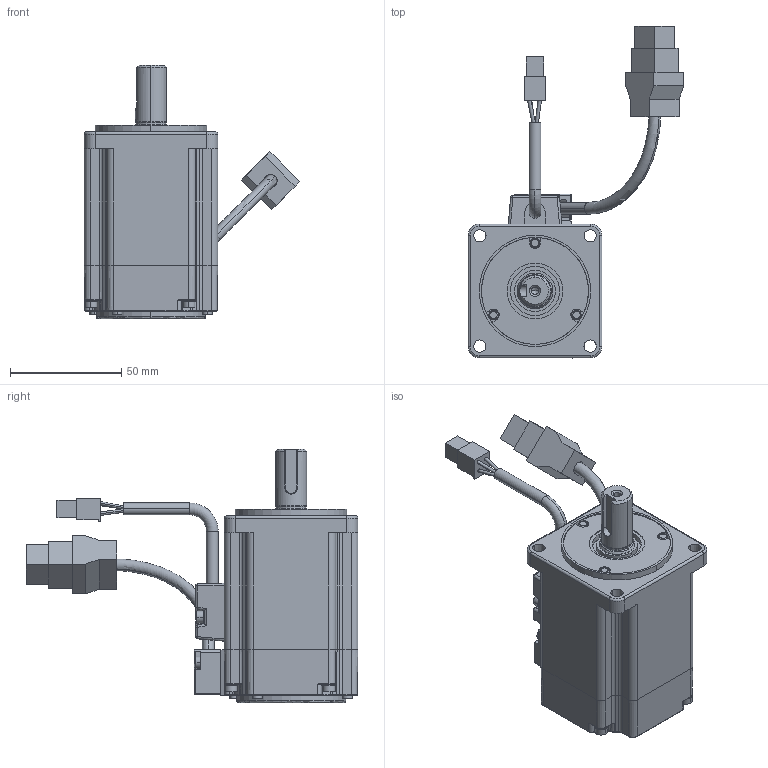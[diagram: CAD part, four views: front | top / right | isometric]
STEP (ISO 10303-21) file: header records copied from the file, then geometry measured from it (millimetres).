
FILE_DESCRIPTION (( 'STEP AP214' ), '1' );
FILE_NAME ('ECM-A3H-CX0602RSX P1 Coord fXT.STEP', '2020-06-08T19:05:55', ( '' ), ( '' ), 'SwSTEP 2.0', 'SolidWorks 2017', '' );
FILE_SCHEMA (( 'AUTOMOTIVE_DESIGN' ));
Length unit declared in the file: inch
Products named in the file (1): ECM-A3H-CX0602RSX P1 Coord fXT
Bounding box: 96.81 x 148.93 x 113.95 mm (x, y, z)
Volume: 300198.3 mm3; surface area: 38845.4 mm2
Topology: 1 solids, 5 shells, 612 faces, 1549 edges, 974 vertices
Faces by surface type: cylinder 226, plane 191, torus 96, cone 50, bspline 35, sphere 14
Entity records: 22491 total; most frequent: CARTESIAN_POINT 8305, ORIENTED_EDGE 3090, DIRECTION 2800, EDGE_CURVE 1545, AXIS2_PLACEMENT_3D 1103, VERTEX_POINT 974, EDGE_LOOP 659, ADVANCED_FACE 612
